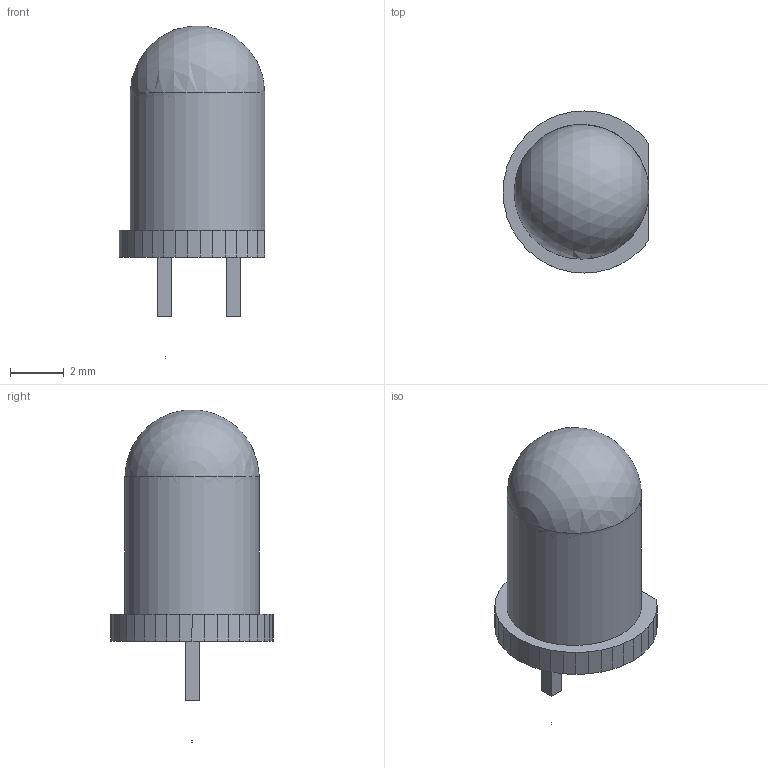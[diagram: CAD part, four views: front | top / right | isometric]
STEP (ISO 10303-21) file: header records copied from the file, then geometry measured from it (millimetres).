
FILE_DESCRIPTION(/* description */ (''),/* implementation_level */ '2;1');
FILE_NAME(/* name */ 'LED 5mm blue.step',/* time_stamp */ '2019-04-05T09:02:37+02:00',/* author */ (''),/* organization */ (''),/* preprocessor_version */ 'ST-DEVELOPER v17.2',/* originating_system */ 'Autodesk Translation Framework v7.6.0.251',/* authorisation */ '');
FILE_SCHEMA (('AUTOMOTIVE_DESIGN { 1 0 10303 214 3 1 1 }'));
Length unit declared in the file: millimetre
Products named in the file (16): (Nicht gespeichert); User Library-LEDd5B_Board_1; User Library-LEDd5B_Open CASCADE STEP translator 6.2 185; User Library-LEDd5B_457162576_1; User Library-LEDd5B_456931712_1; User Library-LEDd5B_Sphere_1; User Library-LEDd5B_457163216_1; User Library-LEDd5B_Extruded_7; User Library-LEDd5B_456931600_1; User Library-LEDd5B_Cylinder_1; User Library-LEDd5B_457162192_1; User Library-LEDd5B_Extruded_8; User Library-LEDd5B_457162576_1 (1); User Library-LEDd5B_Extruded_6; User Library-LEDd5B_457162064_1; User Library-LEDd5B_Extruded_9
Assembly tree (16 placements, depth 4):
  (Nicht gespeichert)
    User Library-LEDd5B_Board_1
    User Library-LEDd5B_Open CASCADE STEP translator 6.2 185
      User Library-LEDd5B_457162576_1
        User Library-LEDd5B_Extruded_6
      User Library-LEDd5B_456931712_1
        User Library-LEDd5B_Sphere_1
      User Library-LEDd5B_457163216_1
        User Library-LEDd5B_Extruded_7
      User Library-LEDd5B_456931600_1
        User Library-LEDd5B_Cylinder_1
      User Library-LEDd5B_457162192_1
        User Library-LEDd5B_Extruded_8
      User Library-LEDd5B_457162576_1 (1)
        User Library-LEDd5B_Extruded_6
      User Library-LEDd5B_457162064_1
        User Library-LEDd5B_Extruded_9
Bounding box: 5.42 x 6.02 x 12.33 mm (x, y, z)
Volume: 198.1 mm3; surface area: 311.7 mm2
Topology: 8 solids, 8 shells, 73 faces, 177 edges, 118 vertices
Faces by surface type: plane 71, sphere 1, cylinder 1
Full cylindrical faces by diameter (mm): 5 x1
Entity records: 2370 total; most frequent: CARTESIAN_POINT 378, DIRECTION 364, ORIENTED_EDGE 326, EDGE_CURVE 163, LINE 156, VECTOR 156, VERTEX_POINT 110, AXIS2_PLACEMENT_3D 104
